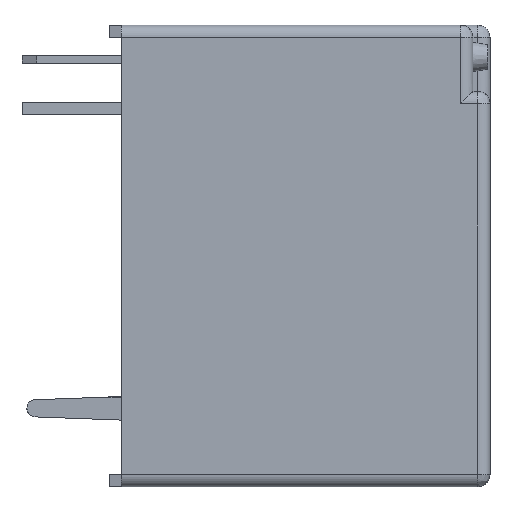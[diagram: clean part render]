
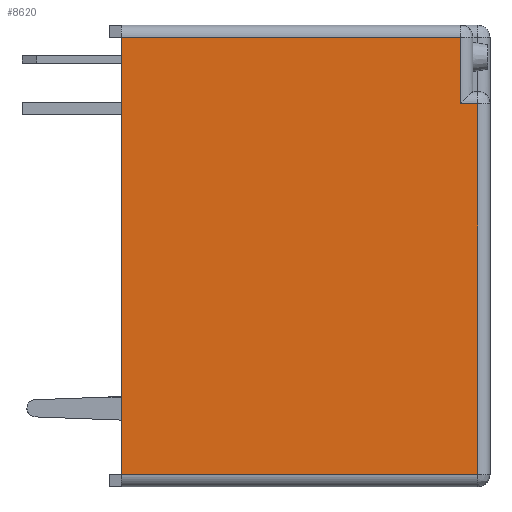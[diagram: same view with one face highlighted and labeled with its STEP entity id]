
A CAD part, left-side view. The second image highlights one B-rep face of the part: STEP entity #8620.
In plain terms, the highlighted planar face has unit normal (-1, 0, 0).
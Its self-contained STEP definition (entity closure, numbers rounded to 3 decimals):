
#642 = EDGE_CURVE ( 'NONE', #9906, #13373, #7072, .T. ) ;
#813 = LINE ( 'NONE', #6136, #7544 ) ;
#1199 = VERTEX_POINT ( 'NONE', #16767 ) ;
#1260 = EDGE_LOOP ( 'NONE', ( #6362, #3806, #10214, #1512, #15970, #6489 ) ) ;
#1512 = ORIENTED_EDGE ( 'NONE', *, *, #642, .F. ) ;
#1691 = CARTESIAN_POINT ( 'NONE',  ( -1.17, -3.75, 9.5 ) ) ;
#2286 = CARTESIAN_POINT ( 'NONE',  ( -1.17, -4.95, -8.3 ) ) ;
#2375 = DIRECTION ( 'NONE',  ( 0., 0., 1. ) ) ;
#2646 = VECTOR ( 'NONE', #10344, 1000. ) ;
#2878 = DIRECTION ( 'NONE',  ( 0., 0., -1. ) ) ;
#3245 = EDGE_CURVE ( 'NONE', #1199, #7773, #12267, .T. ) ;
#3806 = ORIENTED_EDGE ( 'NONE', *, *, #3245, .T. ) ;
#3936 = LINE ( 'NONE', #2286, #2646 ) ;
#5086 = VECTOR ( 'NONE', #2878, 1000. ) ;
#6136 = CARTESIAN_POINT ( 'NONE',  ( -1.17, -4.95, 6.8 ) ) ;
#6362 = ORIENTED_EDGE ( 'NONE', *, *, #16677, .F. ) ;
#6445 = LINE ( 'NONE', #11801, #7121 ) ;
#6489 = ORIENTED_EDGE ( 'NONE', *, *, #12111, .T. ) ;
#7072 = LINE ( 'NONE', #9602, #9216 ) ;
#7121 = VECTOR ( 'NONE', #11077, 1000. ) ;
#7544 = VECTOR ( 'NONE', #16839, 1000. ) ;
#7773 = VERTEX_POINT ( 'NONE', #12495 ) ;
#7843 = VECTOR ( 'NONE', #12102, 1000. ) ;
#8223 = CARTESIAN_POINT ( 'NONE',  ( -1.17, 10.05, 0.6 ) ) ;
#8620 = ADVANCED_FACE ( 'NONE', ( #11589 ), #17098, .T. ) ;
#9216 = VECTOR ( 'NONE', #16278, 1000. ) ;
#9602 = CARTESIAN_POINT ( 'NONE',  ( -1.17, -4.45, 0.6 ) ) ;
#9906 = VERTEX_POINT ( 'NONE', #14494 ) ;
#10214 = ORIENTED_EDGE ( 'NONE', *, *, #16984, .F. ) ;
#10344 = DIRECTION ( 'NONE',  ( 0., 1., 0. ) ) ;
#10766 = CARTESIAN_POINT ( 'NONE',  ( -1.17, -3.75, 6.8 ) ) ;
#11016 = EDGE_CURVE ( 'NONE', #9906, #13627, #813, .T. ) ;
#11077 = DIRECTION ( 'NONE',  ( 0., -1., 0. ) ) ;
#11589 = FACE_OUTER_BOUND ( 'NONE', #1260, .T. ) ;
#11801 = CARTESIAN_POINT ( 'NONE',  ( -1.17, -4.95, 9.5 ) ) ;
#11849 = CARTESIAN_POINT ( 'NONE',  ( -1.17, -4.95, 0.6 ) ) ;
#12102 = DIRECTION ( 'NONE',  ( 0., 0., 1. ) ) ;
#12111 = EDGE_CURVE ( 'NONE', #13627, #16791, #14553, .T. ) ;
#12267 = LINE ( 'NONE', #8223, #5086 ) ;
#12495 = CARTESIAN_POINT ( 'NONE',  ( -1.17, 10.05, -8.3 ) ) ;
#13373 = VERTEX_POINT ( 'NONE', #13864 ) ;
#13627 = VERTEX_POINT ( 'NONE', #10766 ) ;
#13864 = CARTESIAN_POINT ( 'NONE',  ( -1.17, -4.45, -8.3 ) ) ;
#14391 = DIRECTION ( 'NONE',  ( -1., 0., 0. ) ) ;
#14494 = CARTESIAN_POINT ( 'NONE',  ( -1.17, -4.45, 6.8 ) ) ;
#14553 = LINE ( 'NONE', #17093, #7843 ) ;
#15825 = AXIS2_PLACEMENT_3D ( 'NONE', #11849, #14391, #2375 ) ;
#15970 = ORIENTED_EDGE ( 'NONE', *, *, #11016, .T. ) ;
#16278 = DIRECTION ( 'NONE',  ( 0., 0., -1. ) ) ;
#16677 = EDGE_CURVE ( 'NONE', #1199, #16791, #6445, .T. ) ;
#16767 = CARTESIAN_POINT ( 'NONE',  ( -1.17, 10.05, 9.5 ) ) ;
#16791 = VERTEX_POINT ( 'NONE', #1691 ) ;
#16839 = DIRECTION ( 'NONE',  ( 0., 1., 0. ) ) ;
#16984 = EDGE_CURVE ( 'NONE', #13373, #7773, #3936, .T. ) ;
#17093 = CARTESIAN_POINT ( 'NONE',  ( -1.17, -3.75, 0.6 ) ) ;
#17098 = PLANE ( 'NONE',  #15825 ) ;
